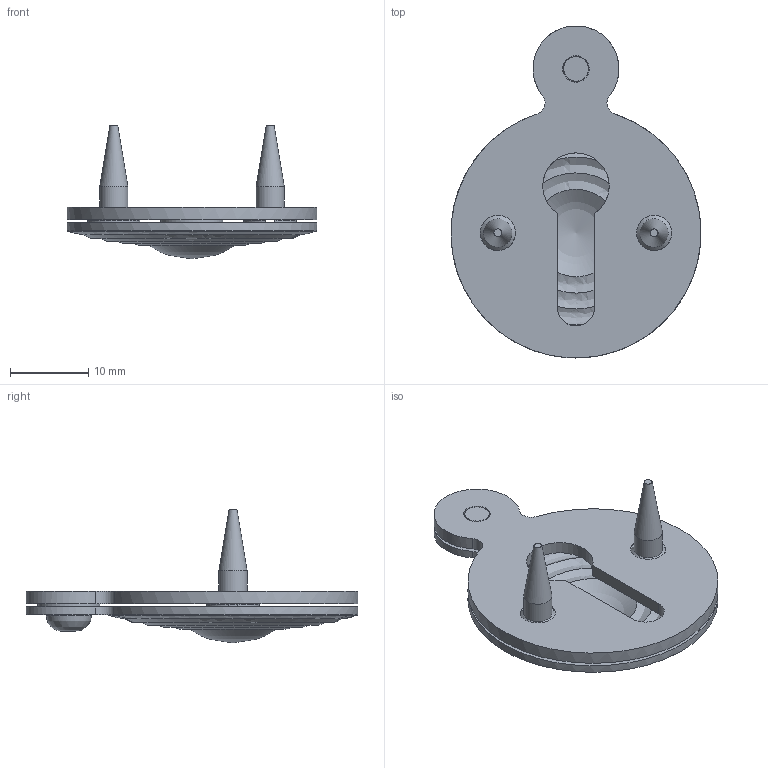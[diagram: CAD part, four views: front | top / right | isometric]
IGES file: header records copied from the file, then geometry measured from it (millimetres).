
Global section: file name: P2398; native system: Autodesk Inventor 2018; preprocessor: unknown; author: ashami; date: 20180911.110655; units: millimetre
Bounding box: 31.97 x 42.49 x 17.12 mm (x, y, z)
Volume: 2408.2 mm3; surface area: 4444.5 mm2
Topology: 6 solids, 6 shells, 69 faces, 172 edges, 117 vertices
Faces by surface type: bspline 69
